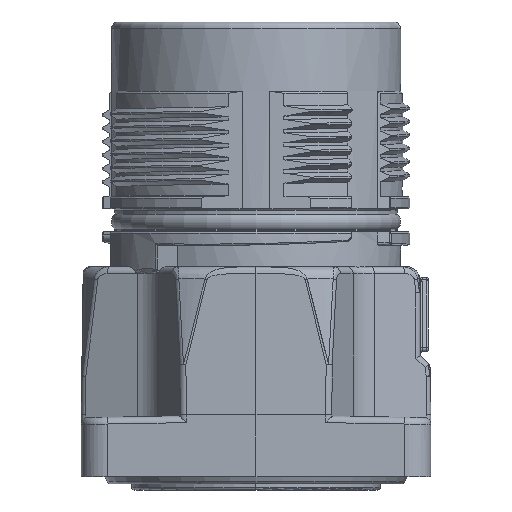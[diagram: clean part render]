
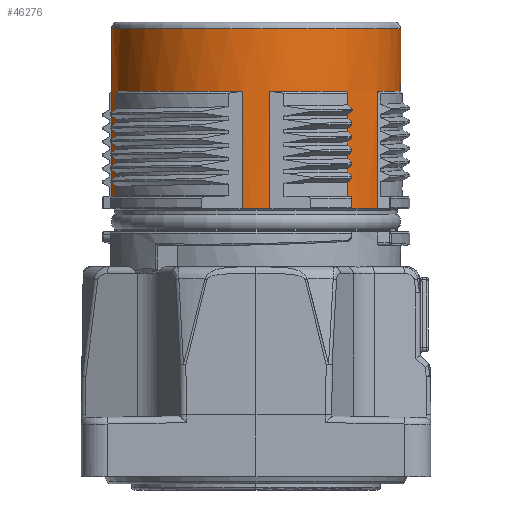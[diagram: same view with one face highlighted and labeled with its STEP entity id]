
A CAD part, front view. The second image highlights one B-rep face of the part: STEP entity #46276.
In plain terms, the highlighted cylindrical face has radius 10.75 mm (diameter 21.5 mm), a partial arc.
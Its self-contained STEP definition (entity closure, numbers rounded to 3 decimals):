
#6368=CARTESIAN_POINT('',(6.734,-8.379,19.9));
#6370=CARTESIAN_POINT('',(0.,0.,19.9));
#6371=DIRECTION('',(0.,0.,1.));
#6372=DIRECTION('',(0.626,-0.779,0.));
#6373=AXIS2_PLACEMENT_3D('',#6370,#6371,#6372);
#6430=CARTESIAN_POINT('',(-10.749,0.152,
19.9));
#6432=CARTESIAN_POINT('',(0.,0.,19.9));
#6433=DIRECTION('',(0.,0.,1.));
#6434=DIRECTION('',(-1.,0.,0.));
#6435=AXIS2_PLACEMENT_3D('',#6432,#6433,#6434);
#6450=CARTESIAN_POINT('',(0.,0.,19.9));
#6451=DIRECTION('',(0.,0.,1.));
#6452=DIRECTION('',(-0.096,-0.995,0.));
#6453=AXIS2_PLACEMENT_3D('',#6450,#6451,#6452);
#6559=CARTESIAN_POINT('',(6.734,-8.379,28.65));
#6608=DIRECTION('',(0.,0.,-1.));
#6609=VECTOR('',#6608,4.65);
#6610=CARTESIAN_POINT('',(10.75,0.,33.3));
#6611=LINE('',#6610,#6609);
#6612=DIRECTION('',(0.,0.,-1.));
#6613=VECTOR('',#6612,8.75);
#6614=CARTESIAN_POINT('',(9.027,-5.837,28.65));
#6615=LINE('',#6614,#6613);
#6616=DIRECTION('',(0.,0.,1.));
#6617=VECTOR('',#6616,8.75);
#6618=CARTESIAN_POINT('',(6.734,-8.379,19.9));
#6619=LINE('',#6618,#6617);
#6620=DIRECTION('',(0.,0.,-1.));
#6621=VECTOR('',#6620,8.75);
#6622=CARTESIAN_POINT('',(1.036,-10.7,28.65));
#6623=LINE('',#6622,#6621);
#6624=DIRECTION('',(0.,0.,1.));
#6625=VECTOR('',#6624,8.75);
#6626=CARTESIAN_POINT('',(-1.036,-10.7,
19.9));
#6627=LINE('',#6626,#6625);
#6628=DIRECTION('',(0.,0.,-1.));
#6629=VECTOR('',#6628,8.75);
#6630=CARTESIAN_POINT('',(-10.257,-3.217,
28.65));
#6631=LINE('',#6630,#6629);
#6632=CARTESIAN_POINT('',(0.,0.,19.9));
#6633=DIRECTION('',(0.,0.,-1.));
#6634=DIRECTION('',(-1.,0.,0.));
#6635=AXIS2_PLACEMENT_3D('',#6632,#6633,#6634);
#6637=DIRECTION('',(0.,0.,1.));
#6638=VECTOR('',#6637,8.6);
#6639=CARTESIAN_POINT('',(-10.749,0.152,
19.9));
#6640=LINE('',#6639,#6638);
#6641=CARTESIAN_POINT('',(0.,0.,33.3));
#6642=DIRECTION('',(0.,0.,-1.));
#6643=DIRECTION('',(1.,0.,0.));
#6644=AXIS2_PLACEMENT_3D('',#6641,#6642,#6643);
#6646=CARTESIAN_POINT('',(0.,0.,33.3));
#6647=DIRECTION('',(0.,0.,-1.));
#6648=DIRECTION('',(1.,-0.031,0.));
#6649=AXIS2_PLACEMENT_3D('',#6646,#6647,#6648);
#6711=DIRECTION('',(0.,0.,-1.));
#6712=VECTOR('',#6711,4.8);
#6713=CARTESIAN_POINT('',(-10.75,0.,33.3));
#6714=LINE('',#6713,#6712);
#6715=CARTESIAN_POINT('',(0.,0.,28.5));
#6716=DIRECTION('',(0.,0.,-1.));
#6717=DIRECTION('',(-1.,0.,0.));
#6718=AXIS2_PLACEMENT_3D('',#6715,#6716,#6717);
#8598=CARTESIAN_POINT('',(0.,0.,28.65));
#8599=DIRECTION('',(0.,0.,1.));
#8600=DIRECTION('',(0.84,-0.543,0.));
#8601=AXIS2_PLACEMENT_3D('',#8598,#8599,#8600);
#20728=CARTESIAN_POINT('',(0.,0.,
28.65));
#20729=DIRECTION('',(0.,0.,1.));
#20730=DIRECTION('',(0.096,-0.995,0.));
#20731=AXIS2_PLACEMENT_3D('',#20728,#20729,#20730);
#21400=CARTESIAN_POINT('',(0.,0.,
28.65));
#21401=DIRECTION('',(0.,0.,1.));
#21402=DIRECTION('',(-0.954,-0.299,0.));
#21403=AXIS2_PLACEMENT_3D('',#21400,#21401,#21402);
#31090=VERTEX_POINT('',#6368);
#31091=CARTESIAN_POINT('',(9.027,-5.837,19.9));
#31092=VERTEX_POINT('',#31091);
#31115=VERTEX_POINT('',#6430);
#31116=CARTESIAN_POINT('',(-10.75,0.,19.9));
#31117=VERTEX_POINT('',#31116);
#31118=CARTESIAN_POINT('',(-10.257,-3.217,19.9));
#31119=VERTEX_POINT('',#31118);
#31124=CARTESIAN_POINT('',(-1.036,-10.7,
19.9));
#31125=VERTEX_POINT('',#31124);
#31126=CARTESIAN_POINT('',(1.036,-10.7,19.9));
#31127=VERTEX_POINT('',#31126);
#31173=VERTEX_POINT('',#6559);
#31179=CARTESIAN_POINT('',(1.036,-10.7,
28.65));
#31180=VERTEX_POINT('',#31179);
#31223=CARTESIAN_POINT('',(10.745,-0.338,33.3));
#31224=CARTESIAN_POINT('',(-10.75,0.,33.3));
#31225=VERTEX_POINT('',#31223);
#31226=VERTEX_POINT('',#31224);
#31227=CARTESIAN_POINT('',(10.75,0.,33.3));
#31228=VERTEX_POINT('',#31227);
#31229=CARTESIAN_POINT('',(10.75,0.,28.65));
#31230=VERTEX_POINT('',#31229);
#31231=CARTESIAN_POINT('',(9.027,-5.837,28.65));
#31232=VERTEX_POINT('',#31231);
#31233=CARTESIAN_POINT('',(-1.036,-10.7,
28.65));
#31234=VERTEX_POINT('',#31233);
#31235=CARTESIAN_POINT('',(-10.257,-3.217,
28.65));
#31236=VERTEX_POINT('',#31235);
#31237=CARTESIAN_POINT('',(-10.749,0.152,28.5));
#31238=VERTEX_POINT('',#31237);
#31239=CARTESIAN_POINT('',(-10.75,0.,28.5));
#31240=VERTEX_POINT('',#31239);
#46239=CARTESIAN_POINT('',(0.,0.,34.715));
#46240=DIRECTION('',(0.,0.,-1.));
#46241=DIRECTION('',(-1.,0.,0.));
#46242=AXIS2_PLACEMENT_3D('',#46239,#46240,#46241);
#46243=CYLINDRICAL_SURFACE('',#46242,10.75);
#46245=ORIENTED_EDGE('',*,*,#46244,.F.);
#46247=ORIENTED_EDGE('',*,*,#46246,.F.);
#46249=ORIENTED_EDGE('',*,*,#46248,.T.);
#46251=ORIENTED_EDGE('',*,*,#46250,.F.);
#46253=ORIENTED_EDGE('',*,*,#46252,.T.);
#46254=ORIENTED_EDGE('',*,*,#46018,.F.);
#46255=ORIENTED_EDGE('',*,*,#46132,.T.);
#46257=ORIENTED_EDGE('',*,*,#46256,.F.);
#46258=ORIENTED_EDGE('',*,*,#46176,.T.);
#46259=ORIENTED_EDGE('',*,*,#46054,.F.);
#46261=ORIENTED_EDGE('',*,*,#46260,.T.);
#46263=ORIENTED_EDGE('',*,*,#46262,.F.);
#46265=ORIENTED_EDGE('',*,*,#46264,.T.);
#46266=ORIENTED_EDGE('',*,*,#46046,.F.);
#46267=ORIENTED_EDGE('',*,*,#46044,.T.);
#46269=ORIENTED_EDGE('',*,*,#46268,.T.);
#46271=ORIENTED_EDGE('',*,*,#46270,.F.);
#46273=ORIENTED_EDGE('',*,*,#46272,.F.);
#46274=EDGE_LOOP('',(#46245,#46247,#46249,#46251,#46253,#46254,#46255,#46257,
#46258,#46259,#46261,#46263,#46265,#46266,#46267,#46269,#46271,#46273));
#46275=FACE_OUTER_BOUND('',#46274,.F.);
#6374=CIRCLE('',#6373,10.75);
#6436=CIRCLE('',#6435,10.75);
#6454=CIRCLE('',#6453,10.75);
#6636=CIRCLE('',#6635,10.75);
#6645=CIRCLE('',#6644,10.75);
#6650=CIRCLE('',#6649,10.75);
#6719=CIRCLE('',#6718,10.75);
#8602=CIRCLE('',#8601,10.75);
#20732=CIRCLE('',#20731,10.75);
#21404=CIRCLE('',#21403,10.75);
#46018=EDGE_CURVE('',#31090,#31092,#6374,.T.);
#46044=EDGE_CURVE('',#31117,#31115,#6636,.T.);
#46046=EDGE_CURVE('',#31117,#31119,#6436,.T.);
#46054=EDGE_CURVE('',#31125,#31127,#6454,.T.);
#46132=EDGE_CURVE('',#31090,#31173,#6619,.T.);
#46176=EDGE_CURVE('',#31180,#31127,#6623,.T.);
#46244=EDGE_CURVE('',#31225,#31226,#6650,.T.);
#46246=EDGE_CURVE('',#31228,#31225,#6645,.T.);
#46248=EDGE_CURVE('',#31228,#31230,#6611,.T.);
#46250=EDGE_CURVE('',#31232,#31230,#8602,.T.);
#46252=EDGE_CURVE('',#31232,#31092,#6615,.T.);
#46256=EDGE_CURVE('',#31180,#31173,#20732,.T.);
#46260=EDGE_CURVE('',#31125,#31234,#6627,.T.);
#46262=EDGE_CURVE('',#31236,#31234,#21404,.T.);
#46264=EDGE_CURVE('',#31236,#31119,#6631,.T.);
#46268=EDGE_CURVE('',#31115,#31238,#6640,.T.);
#46270=EDGE_CURVE('',#31240,#31238,#6719,.T.);
#46272=EDGE_CURVE('',#31226,#31240,#6714,.T.);
#46276=ADVANCED_FACE('',(#46275),#46243,.T.);
